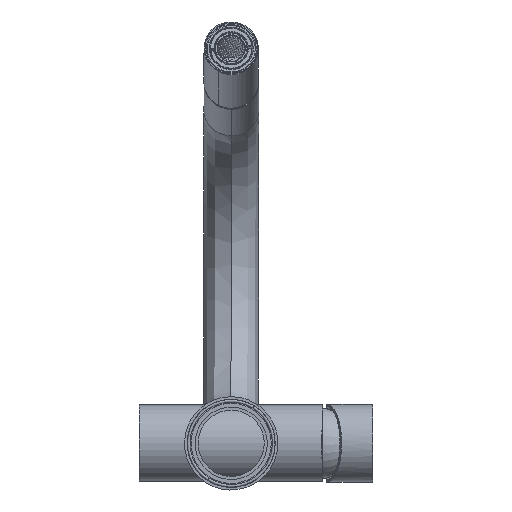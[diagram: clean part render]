
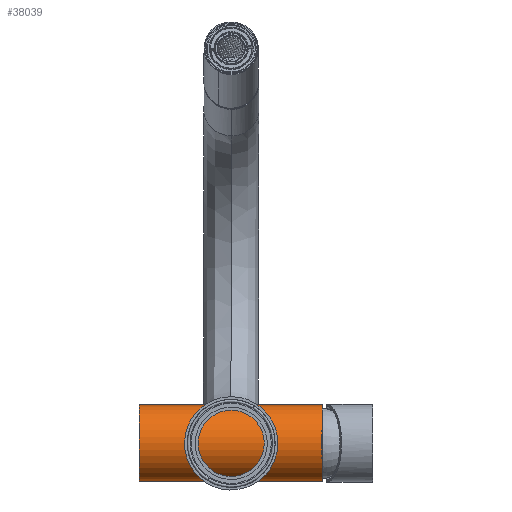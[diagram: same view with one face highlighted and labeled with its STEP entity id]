
A CAD part, front view. The second image highlights one B-rep face of the part: STEP entity #38039.
In plain terms, the highlighted cylindrical face has radius 22.225 mm (diameter 44.45 mm), a partial arc.
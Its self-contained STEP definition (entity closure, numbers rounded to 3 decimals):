
#76 = VERTEX_POINT ( 'NONE', #29126 ) ;
#1552 = CARTESIAN_POINT ( 'NONE',  ( -47.346, -3.561, 19.969 ) ) ;
#3576 = CIRCLE ( 'NONE', #32380, 22.225 ) ;
#5546 = FACE_OUTER_BOUND ( 'NONE', #15575, .T. ) ;
#7633 = LINE ( 'NONE', #1552, #8844 ) ;
#8222 = VECTOR ( 'NONE', #32171, 1000. ) ;
#8458 = DIRECTION ( 'NONE',  ( -1., 0., 0. ) ) ;
#8844 = VECTOR ( 'NONE', #17241, 1000. ) ;
#9699 = CARTESIAN_POINT ( 'NONE',  ( 58.654, -3.561, 19.969 ) ) ;
#9917 = DIRECTION ( 'NONE',  ( -1., 0., 0. ) ) ;
#11283 = DIRECTION ( 'NONE',  ( -1., 0., 0. ) ) ;
#12604 = EDGE_CURVE ( 'NONE', #13377, #25408, #28390, .T. ) ;
#13343 = ORIENTED_EDGE ( 'NONE', *, *, #12604, .T. ) ;
#13377 = VERTEX_POINT ( 'NONE', #39747 ) ;
#14720 = CARTESIAN_POINT ( 'NONE',  ( -47.346, -3.561, -2.256 ) ) ;
#15575 = EDGE_LOOP ( 'NONE', ( #34052, #13343, #35891, #25996 ) ) ;
#17241 = DIRECTION ( 'NONE',  ( -1., 0., 0. ) ) ;
#21250 = DIRECTION ( 'NONE',  ( 0., 0., 1. ) ) ;
#25273 = EDGE_CURVE ( 'NONE', #76, #40090, #3576, .T. ) ;
#25408 = VERTEX_POINT ( 'NONE', #9699 ) ;
#25996 = ORIENTED_EDGE ( 'NONE', *, *, #25273, .F. ) ;
#26289 = DIRECTION ( 'NONE',  ( 0., 0., 1. ) ) ;
#28390 = CIRCLE ( 'NONE', #34192, 22.225 ) ;
#29126 = CARTESIAN_POINT ( 'NONE',  ( -47.346, -3.561, -24.481 ) ) ;
#30225 = DIRECTION ( 'NONE',  ( 0., 0., 1. ) ) ;
#30422 = CARTESIAN_POINT ( 'NONE',  ( 58.654, -3.561, -2.256 ) ) ;
#30764 = EDGE_CURVE ( 'NONE', #25408, #40090, #7633, .T. ) ;
#30929 = CYLINDRICAL_SURFACE ( 'NONE', #37009, 22.225 ) ;
#32171 = DIRECTION ( 'NONE',  ( -1., 0., 0. ) ) ;
#32380 = AXIS2_PLACEMENT_3D ( 'NONE', #14720, #8458, #21250 ) ;
#34052 = ORIENTED_EDGE ( 'NONE', *, *, #39184, .F. ) ;
#34192 = AXIS2_PLACEMENT_3D ( 'NONE', #30422, #11283, #30225 ) ;
#35891 = ORIENTED_EDGE ( 'NONE', *, *, #30764, .T. ) ;
#35942 = CARTESIAN_POINT ( 'NONE',  ( -47.346, -3.561, -2.256 ) ) ;
#37009 = AXIS2_PLACEMENT_3D ( 'NONE', #35942, #9917, #26289 ) ;
#38039 = ADVANCED_FACE ( 'NONE', ( #5546 ), #30929, .T. ) ;
#38487 = LINE ( 'NONE', #38907, #8222 ) ;
#38798 = CARTESIAN_POINT ( 'NONE',  ( -47.346, -3.561, 19.969 ) ) ;
#38907 = CARTESIAN_POINT ( 'NONE',  ( -47.346, -3.561, -24.481 ) ) ;
#39184 = EDGE_CURVE ( 'NONE', #13377, #76, #38487, .T. ) ;
#39747 = CARTESIAN_POINT ( 'NONE',  ( 58.654, -3.561, -24.481 ) ) ;
#40090 = VERTEX_POINT ( 'NONE', #38798 ) ;
